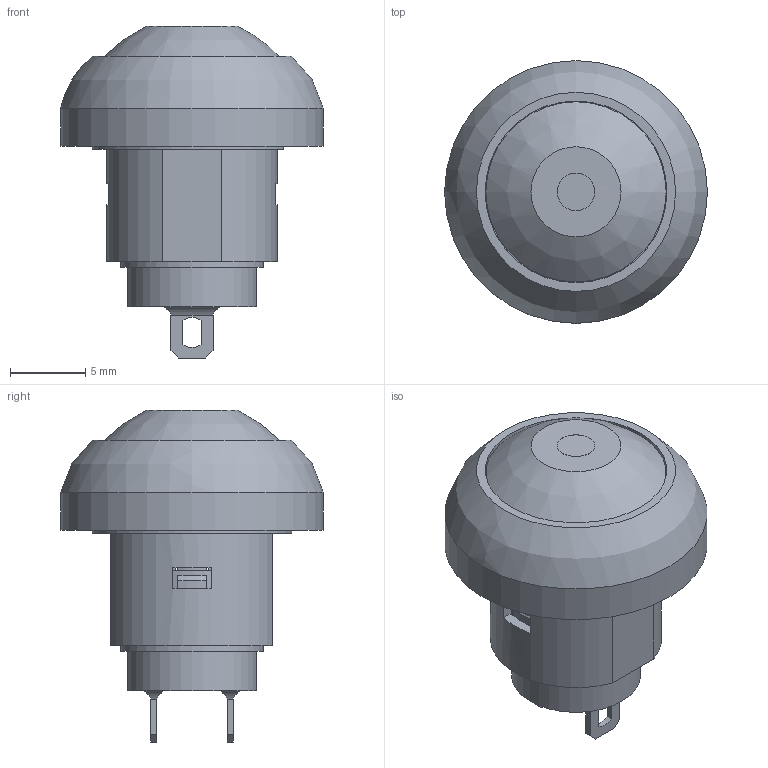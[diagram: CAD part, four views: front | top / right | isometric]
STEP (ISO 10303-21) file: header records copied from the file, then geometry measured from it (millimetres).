
FILE_DESCRIPTION((''),'2;1');
FILE_NAME('RP8300B2M1CExxxxxxNIL.stp','2018-01-15T09:39:46',('mwilliams'),(''),'Autodesk Inventor 2012','Autodesk Inventor 2012','');
FILE_SCHEMA(('AUTOMOTIVE_DESIGN { 1 0 10303 214 1 1 1 1 }'));
Length unit declared in the file: millimetre
Products named in the file (1): RP8300B2M1CExxxxxxNIL
Bounding box: 17.5 x 17.5 x 22.11 mm (x, y, z)
Volume: 1814.9 mm3; surface area: 2753.3 mm2
Topology: 1 solids, 2 shells, 195 faces, 502 edges, 324 vertices
Faces by surface type: plane 123, cylinder 57, cone 12, bspline 3
Full cylindrical faces by diameter (mm): 2.2 x2, 2.5 x2, 2.6 x1, 4 x1, 4.95 x1, 5.6 x1, 7 x1, 7.2 x1, 7.55 x1, 8.6 x2, 9.5 x1, 10 x2, 11.6 x1, 12 x1, 12.1 x1, 13.6 x1, 17.5 x1
Entity records: 6053 total; most frequent: CARTESIAN_POINT 1090, DIRECTION 1006, ORIENTED_EDGE 936, EDGE_CURVE 468, AXIS2_PLACEMENT_3D 361, VERTEX_POINT 316, VECTOR 284, LINE 284
